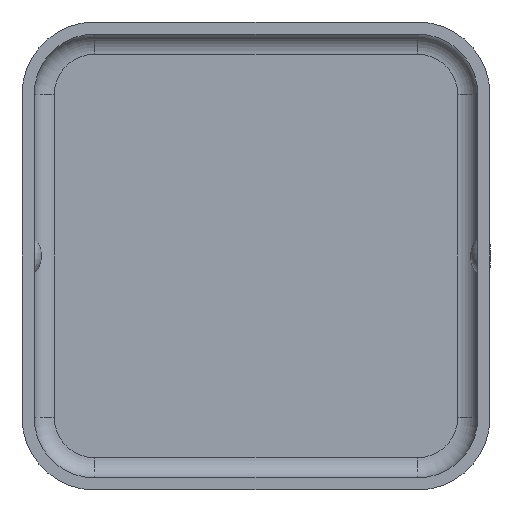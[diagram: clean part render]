
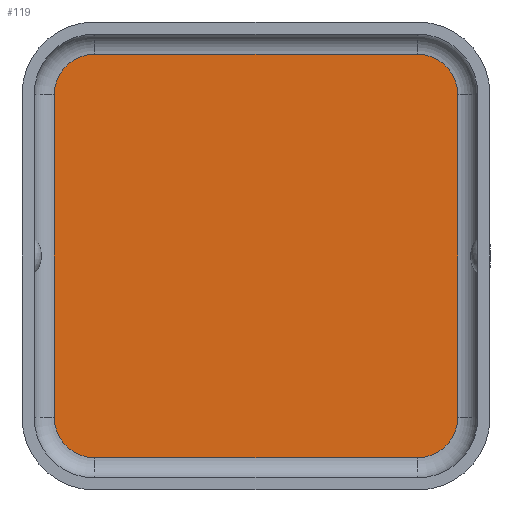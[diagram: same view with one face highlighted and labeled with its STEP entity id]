
A CAD part, front view. The second image highlights one B-rep face of the part: STEP entity #119.
In plain terms, the highlighted planar face has unit normal (0, -1, 0).
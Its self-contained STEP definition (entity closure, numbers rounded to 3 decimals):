
#119 = ADVANCED_FACE( 'NONE', ( #246 ), #247, .T. );
#246 = FACE_OUTER_BOUND( '', #375, .T. );
#247 = PLANE( '', #376 );
#375 = EDGE_LOOP( '', ( #630, #631, #632, #633, #634, #635, #636, #637 ) );
#376 = AXIS2_PLACEMENT_3D( '', #638, #639, #640 );
#630 = ORIENTED_EDGE( '', *, *, #776, .F. );
#631 = ORIENTED_EDGE( '', *, *, #815, .F. );
#632 = ORIENTED_EDGE( '', *, *, #838, .F. );
#633 = ORIENTED_EDGE( '', *, *, #817, .T. );
#634 = ORIENTED_EDGE( '', *, *, #748, .T. );
#635 = ORIENTED_EDGE( '', *, *, #767, .F. );
#636 = ORIENTED_EDGE( '', *, *, #839, .T. );
#637 = ORIENTED_EDGE( '', *, *, #787, .T. );
#638 = CARTESIAN_POINT( '', ( 4., 0., -4. ) );
#639 = DIRECTION( '', ( 0., -1., 0. ) );
#640 = DIRECTION( '', ( 0., 0., -1. ) );
#748 = EDGE_CURVE( 'NONE', #884, #882, #885, .T. );
#767 = EDGE_CURVE( 'NONE', #912, #882, #914, .T. );
#776 = EDGE_CURVE( 'NONE', #927, #929, #930, .T. );
#787 = EDGE_CURVE( 'NONE', #944, #929, #945, .T. );
#815 = EDGE_CURVE( 'NONE', #982, #927, #984, .T. );
#817 = EDGE_CURVE( 'NONE', #986, #884, #987, .T. );
#838 = EDGE_CURVE( 'NONE', #986, #982, #1012, .T. );
#839 = EDGE_CURVE( 'NONE', #912, #944, #1013, .T. );
#882 = VERTEX_POINT( 'NONE', #1066 );
#884 = VERTEX_POINT( 'NONE', #1068 );
#885 = LINE( '', #1069, #1070 );
#912 = VERTEX_POINT( 'NONE', #1102 );
#914 = CIRCLE( '', #1104, 1. );
#927 = VERTEX_POINT( 'NONE', #1121 );
#929 = VERTEX_POINT( 'NONE', #1123 );
#930 = LINE( '', #1124, #1125 );
#944 = VERTEX_POINT( 'NONE', #1140 );
#945 = CIRCLE( '', #1141, 1. );
#982 = VERTEX_POINT( 'NONE', #1188 );
#984 = CIRCLE( '', #1190, 1. );
#986 = VERTEX_POINT( 'NONE', #1192 );
#987 = CIRCLE( '', #1193, 1. );
#1012 = LINE( '', #1223, #1224 );
#1013 = LINE( '', #1225, #1226 );
#1066 = CARTESIAN_POINT( '', ( -4., 0., 5. ) );
#1068 = CARTESIAN_POINT( '', ( 4., 0., 5. ) );
#1069 = CARTESIAN_POINT( '', ( 4., 0., 5. ) );
#1070 = VECTOR( '', #1264, 1000. );
#1102 = CARTESIAN_POINT( '', ( -5., 0., 4. ) );
#1104 = AXIS2_PLACEMENT_3D( '', #1297, #1298, #1299 );
#1121 = CARTESIAN_POINT( '', ( 4., 0., -5. ) );
#1123 = CARTESIAN_POINT( '', ( -4., 0., -5. ) );
#1124 = CARTESIAN_POINT( '', ( 4., 0., -5. ) );
#1125 = VECTOR( '', #1310, 1000. );
#1140 = CARTESIAN_POINT( '', ( -5., 0., -4. ) );
#1141 = AXIS2_PLACEMENT_3D( '', #1327, #1328, #1329 );
#1188 = CARTESIAN_POINT( '', ( 5., 0., -4. ) );
#1190 = AXIS2_PLACEMENT_3D( '', #1367, #1368, #1369 );
#1192 = CARTESIAN_POINT( '', ( 5., 0., 4. ) );
#1193 = AXIS2_PLACEMENT_3D( '', #1370, #1371, #1372 );
#1223 = CARTESIAN_POINT( '', ( 5., 0., 0. ) );
#1224 = VECTOR( '', #1402, 1000. );
#1225 = CARTESIAN_POINT( '', ( -5., 0., 0. ) );
#1226 = VECTOR( '', #1403, 1000. );
#1264 = DIRECTION( '', ( -1., 0., 0. ) );
#1297 = CARTESIAN_POINT( '', ( -4., 0., 4. ) );
#1298 = DIRECTION( '', ( 0., 1., 0. ) );
#1299 = DIRECTION( '', ( -1., 0., 0. ) );
#1310 = DIRECTION( '', ( -1., 0., 0. ) );
#1327 = CARTESIAN_POINT( '', ( -4., 0., -4. ) );
#1328 = DIRECTION( '', ( 0., -1., 0. ) );
#1329 = DIRECTION( '', ( -1., 0., 0. ) );
#1367 = CARTESIAN_POINT( '', ( 4., 0., -4. ) );
#1368 = DIRECTION( '', ( 0., 1., 0. ) );
#1369 = DIRECTION( '', ( 1., 0., 0. ) );
#1370 = CARTESIAN_POINT( '', ( 4., 0., 4. ) );
#1371 = DIRECTION( '', ( 0., -1., 0. ) );
#1372 = DIRECTION( '', ( 1., 0., 0. ) );
#1402 = DIRECTION( '', ( 0., 0., -1. ) );
#1403 = DIRECTION( '', ( 0., 0., -1. ) );
